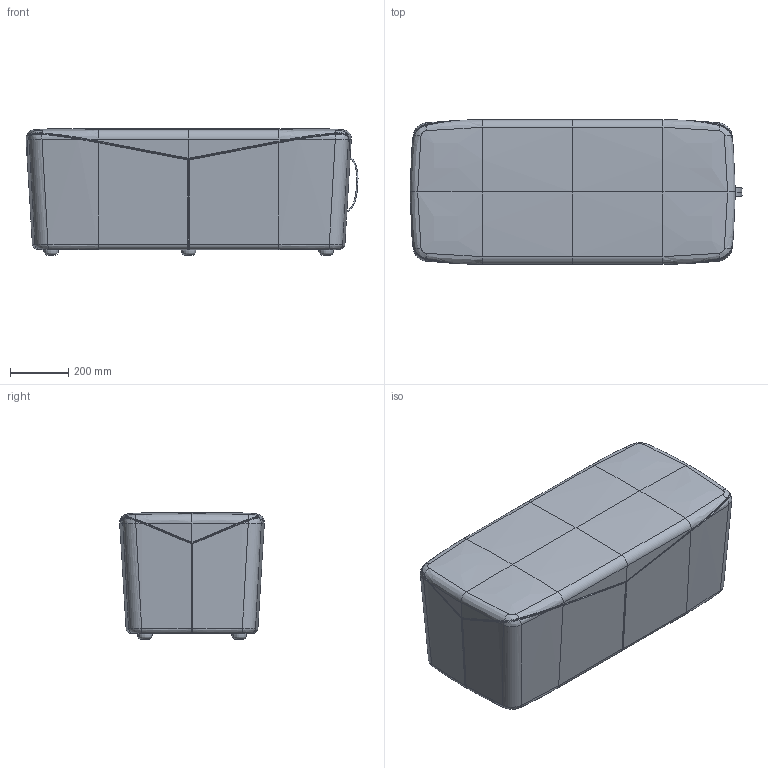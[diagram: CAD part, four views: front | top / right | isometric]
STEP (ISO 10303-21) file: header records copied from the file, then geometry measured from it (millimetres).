
FILE_DESCRIPTION(/* description */ (''),/* implementation_level */ '2;1');
FILE_NAME(/* name */ 'Stones SE7767',/* time_stamp */ '2019-01-11T14:41:30+01:00',/* author */ (''),/* organization */ (''),/* preprocessor_version */ 'ST-DEVELOPER v16.5',/* originating_system */ '',/* authorisation */ '');
FILE_SCHEMA (('AUTOMOTIVE_DESIGN'));
Length unit declared in the file: millimetre
Products named in the file (1): Document
Bounding box: 1139.25 x 496.23 x 435 mm (x, y, z)
Surface area: 2224615.3 mm2 (no closed solid volume)
Topology: 0 solids, 13 shells, 120 faces, 308 edges, 198 vertices
Faces by surface type: bspline 104, plane 16
Entity records: 7761 total; most frequent: CARTESIAN_POINT 6013, ORIENTED_EDGE 522, EDGE_CURVE 299, VERTEX_POINT 192, B_SPLINE_CURVE_WITH_KNOTS 162, ADVANCED_FACE 120, FACE_OUTER_BOUND 120, EDGE_LOOP 120
